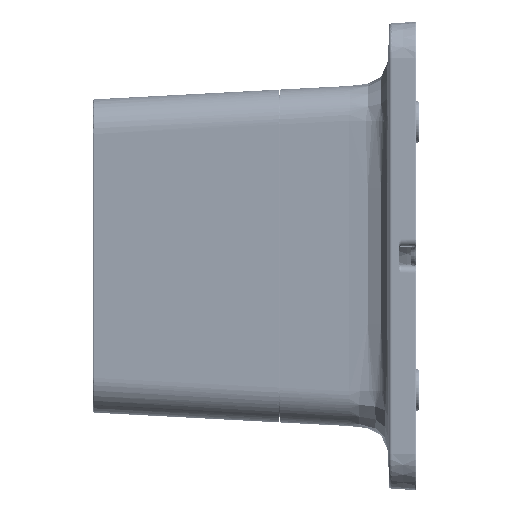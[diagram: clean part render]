
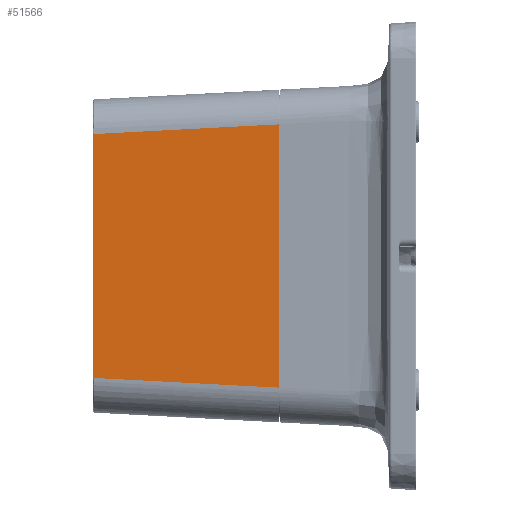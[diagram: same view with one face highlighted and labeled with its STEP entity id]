
A CAD part, left-side view. The second image highlights one B-rep face of the part: STEP entity #51566.
In plain terms, the highlighted planar face has unit normal (-0.999, 0.052, 0).
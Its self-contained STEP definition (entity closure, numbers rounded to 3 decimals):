
#51558=AXIS2_PLACEMENT_3D('Plane Axis2P3D',#51555,#51556,#51557) ;
#34495=CARTESIAN_POINT('Vertex',(-67.8,0.,-37.815)) ;
#34584=CARTESIAN_POINT('Vertex',(-67.8,0.,37.815)) ;
#34587=CARTESIAN_POINT('Line Origine',(-67.8,0.,0.)) ;
#43857=CARTESIAN_POINT('Vertex',(-65.025,52.956,-35.04)) ;
#43879=CARTESIAN_POINT('Line Origine',(-65.025,52.956,-39.803)) ;
#43883=CARTESIAN_POINT('Vertex',(-65.025,52.956,35.04)) ;
#48913=CARTESIAN_POINT('Line Origine',(-58.931,169.231,28.946)) ;
#51488=CARTESIAN_POINT('Line Origine',(-58.931,169.231,-28.946)) ;
#51555=CARTESIAN_POINT('Axis2P3D Location',(-67.801,0.,-50.002)) ;
#34588=DIRECTION('Vector Direction',(0.,0.,1.)) ;
#43880=DIRECTION('Vector Direction',(0.,0.,1.)) ;
#48914=DIRECTION('Vector Direction',(-0.052,-0.997,0.052)) ;
#51489=DIRECTION('Vector Direction',(-0.052,-0.997,-0.052)) ;
#51556=DIRECTION('Axis2P3D Direction',(-0.999,0.052,0.)) ;
#51557=DIRECTION('Axis2P3D XDirection',(0.,0.,1.)) ;
#34589=VECTOR('Line Direction',#34588,1.) ;
#43881=VECTOR('Line Direction',#43880,1.) ;
#48915=VECTOR('Line Direction',#48914,1.) ;
#51490=VECTOR('Line Direction',#51489,1.) ;
#51561=ORIENTED_EDGE('',*,*,#48917,.F.) ;
#51562=ORIENTED_EDGE('',*,*,#43885,.F.) ;
#51563=ORIENTED_EDGE('',*,*,#51492,.T.) ;
#51564=ORIENTED_EDGE('',*,*,#34591,.T.) ;
#51566=ADVANCED_FACE('MANIFOLD_SOLID_BREP #157360',(#51565),#51559,.T.) ;
#34591=EDGE_CURVE('',#34496,#34585,#34590,.T.) ;
#43885=EDGE_CURVE('',#43858,#43884,#43882,.T.) ;
#48917=EDGE_CURVE('',#43884,#34585,#48916,.T.) ;
#51492=EDGE_CURVE('',#43858,#34496,#51491,.T.) ;
#51560=EDGE_LOOP('',(#51561,#51562,#51563,#51564)) ;
#51565=FACE_OUTER_BOUND('',#51560,.T.) ;
#34590=LINE('Line',#34587,#34589) ;
#43882=LINE('Line',#43879,#43881) ;
#48916=LINE('Line',#48913,#48915) ;
#51491=LINE('Line',#51488,#51490) ;
#51559=PLANE('',#51558) ;
#34496=VERTEX_POINT('',#34495) ;
#34585=VERTEX_POINT('',#34584) ;
#43858=VERTEX_POINT('',#43857) ;
#43884=VERTEX_POINT('',#43883) ;
